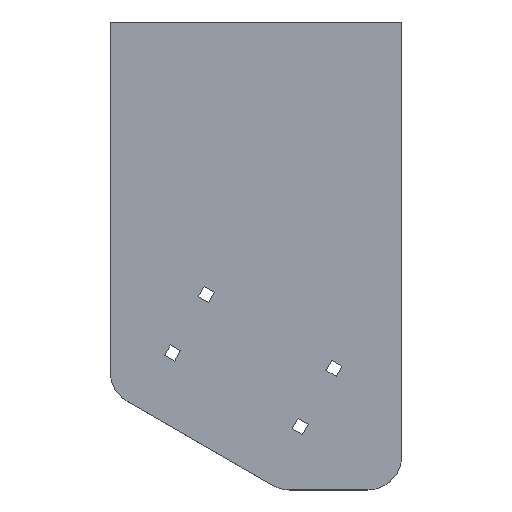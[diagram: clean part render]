
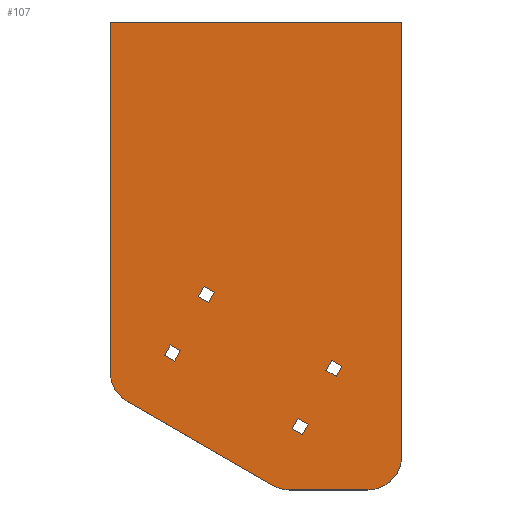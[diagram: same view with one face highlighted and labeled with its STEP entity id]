
A CAD part, top view. The second image highlights one B-rep face of the part: STEP entity #107.
In plain terms, the highlighted planar face has unit normal (0, 0, 1).
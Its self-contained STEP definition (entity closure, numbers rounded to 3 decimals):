
#21 = EDGE_CURVE('',#22,#24,#26,.T.);
#22 = VERTEX_POINT('',#23);
#23 = CARTESIAN_POINT('',(41.,0.,0.));
#24 = VERTEX_POINT('',#25);
#25 = CARTESIAN_POINT('',(41.,-128.,0.));
#26 = LINE('',#27,#28);
#27 = CARTESIAN_POINT('',(41.,0.,0.));
#28 = VECTOR('',#29,1.);
#29 = DIRECTION('',(0.,-1.,0.));
#107 = ADVANCED_FACE('',(#108,#168,#202,#236,#270),#304,.T.);
#108 = FACE_BOUND('',#109,.T.);
#109 = EDGE_LOOP('',(#110,#120,#129,#137,#146,#154,#161,#162));
#110 = ORIENTED_EDGE('',*,*,#111,.F.);
#111 = EDGE_CURVE('',#112,#114,#116,.T.);
#112 = VERTEX_POINT('',#113);
#113 = CARTESIAN_POINT('',(-45.,-103.226,0.));
#114 = VERTEX_POINT('',#115);
#115 = CARTESIAN_POINT('',(-45.,0.,0.));
#116 = LINE('',#117,#118);
#117 = CARTESIAN_POINT('',(-45.,-109.,0.));
#118 = VECTOR('',#119,1.);
#119 = DIRECTION('',(0.,1.,0.));
#120 = ORIENTED_EDGE('',*,*,#121,.T.);
#121 = EDGE_CURVE('',#112,#122,#124,.T.);
#122 = VERTEX_POINT('',#123);
#123 = CARTESIAN_POINT('',(-40.,-111.887,0.));
#124 = CIRCLE('',#125,10.);
#125 = AXIS2_PLACEMENT_3D('',#126,#127,#128);
#126 = CARTESIAN_POINT('',(-35.,-103.226,0.));
#127 = DIRECTION('',(0.,-0.,1.));
#128 = DIRECTION('',(0.,1.,0.));
#129 = ORIENTED_EDGE('',*,*,#130,.T.);
#130 = EDGE_CURVE('',#122,#131,#133,.T.);
#131 = VERTEX_POINT('',#132);
#132 = CARTESIAN_POINT('',(2.909,-136.66,0.));
#133 = LINE('',#134,#135);
#134 = CARTESIAN_POINT('',(-45.,-109.,0.));
#135 = VECTOR('',#136,1.);
#136 = DIRECTION('',(0.866,-0.5,0.));
#137 = ORIENTED_EDGE('',*,*,#138,.F.);
#138 = EDGE_CURVE('',#139,#131,#141,.T.);
#139 = VERTEX_POINT('',#140);
#140 = CARTESIAN_POINT('',(7.909,-138.,0.));
#141 = CIRCLE('',#142,10.);
#142 = AXIS2_PLACEMENT_3D('',#143,#144,#145);
#143 = CARTESIAN_POINT('',(7.909,-128.,0.));
#144 = DIRECTION('',(0.,0.,-1.));
#145 = DIRECTION('',(0.,1.,0.));
#146 = ORIENTED_EDGE('',*,*,#147,.F.);
#147 = EDGE_CURVE('',#148,#139,#150,.T.);
#148 = VERTEX_POINT('',#149);
#149 = CARTESIAN_POINT('',(31.,-138.,0.));
#150 = LINE('',#151,#152);
#151 = CARTESIAN_POINT('',(41.,-138.,0.));
#152 = VECTOR('',#153,1.);
#153 = DIRECTION('',(-1.,0.,0.));
#154 = ORIENTED_EDGE('',*,*,#155,.F.);
#155 = EDGE_CURVE('',#24,#148,#156,.T.);
#156 = CIRCLE('',#157,10.);
#157 = AXIS2_PLACEMENT_3D('',#158,#159,#160);
#158 = CARTESIAN_POINT('',(31.,-128.,0.));
#159 = DIRECTION('',(0.,0.,-1.));
#160 = DIRECTION('',(0.,1.,0.));
#161 = ORIENTED_EDGE('',*,*,#21,.F.);
#162 = ORIENTED_EDGE('',*,*,#163,.F.);
#163 = EDGE_CURVE('',#114,#22,#164,.T.);
#164 = LINE('',#165,#166);
#165 = CARTESIAN_POINT('',(-45.,0.,0.));
#166 = VECTOR('',#167,1.);
#167 = DIRECTION('',(1.,0.,0.));
#168 = FACE_BOUND('',#169,.T.);
#169 = EDGE_LOOP('',(#170,#180,#188,#196));
#170 = ORIENTED_EDGE('',*,*,#171,.F.);
#171 = EDGE_CURVE('',#172,#174,#176,.T.);
#172 = VERTEX_POINT('',#173);
#173 = CARTESIAN_POINT('',(10.395,-116.982,0.));
#174 = VERTEX_POINT('',#175);
#175 = CARTESIAN_POINT('',(8.662,-119.982,0.));
#176 = LINE('',#177,#178);
#177 = CARTESIAN_POINT('',(10.395,-116.982,0.));
#178 = VECTOR('',#179,1.);
#179 = DIRECTION('',(-0.5,-0.866,0.));
#180 = ORIENTED_EDGE('',*,*,#181,.T.);
#181 = EDGE_CURVE('',#172,#182,#184,.T.);
#182 = VERTEX_POINT('',#183);
#183 = CARTESIAN_POINT('',(13.395,-118.714,0.));
#184 = LINE('',#185,#186);
#185 = CARTESIAN_POINT('',(10.395,-116.982,0.));
#186 = VECTOR('',#187,1.);
#187 = DIRECTION('',(0.866,-0.5,0.));
#188 = ORIENTED_EDGE('',*,*,#189,.F.);
#189 = EDGE_CURVE('',#190,#182,#192,.T.);
#190 = VERTEX_POINT('',#191);
#191 = CARTESIAN_POINT('',(11.662,-121.714,0.));
#192 = LINE('',#193,#194);
#193 = CARTESIAN_POINT('',(11.662,-121.714,0.));
#194 = VECTOR('',#195,1.);
#195 = DIRECTION('',(0.5,0.866,0.));
#196 = ORIENTED_EDGE('',*,*,#197,.F.);
#197 = EDGE_CURVE('',#174,#190,#198,.T.);
#198 = LINE('',#199,#200);
#199 = CARTESIAN_POINT('',(8.662,-119.982,0.));
#200 = VECTOR('',#201,1.);
#201 = DIRECTION('',(0.866,-0.5,0.));
#202 = FACE_BOUND('',#203,.T.);
#203 = EDGE_LOOP('',(#204,#214,#222,#230));
#204 = ORIENTED_EDGE('',*,*,#205,.F.);
#205 = EDGE_CURVE('',#206,#208,#210,.T.);
#206 = VERTEX_POINT('',#207);
#207 = CARTESIAN_POINT('',(18.622,-102.732,0.));
#208 = VERTEX_POINT('',#209);
#209 = CARTESIAN_POINT('',(21.622,-104.464,0.));
#210 = LINE('',#211,#212);
#211 = CARTESIAN_POINT('',(18.622,-102.732,0.));
#212 = VECTOR('',#213,1.);
#213 = DIRECTION('',(0.866,-0.5,0.));
#214 = ORIENTED_EDGE('',*,*,#215,.T.);
#215 = EDGE_CURVE('',#206,#216,#218,.T.);
#216 = VERTEX_POINT('',#217);
#217 = CARTESIAN_POINT('',(20.354,-99.732,0.));
#218 = LINE('',#219,#220);
#219 = CARTESIAN_POINT('',(18.622,-102.732,0.));
#220 = VECTOR('',#221,1.);
#221 = DIRECTION('',(0.5,0.866,0.));
#222 = ORIENTED_EDGE('',*,*,#223,.T.);
#223 = EDGE_CURVE('',#216,#224,#226,.T.);
#224 = VERTEX_POINT('',#225);
#225 = CARTESIAN_POINT('',(23.354,-101.464,0.));
#226 = LINE('',#227,#228);
#227 = CARTESIAN_POINT('',(20.354,-99.732,0.));
#228 = VECTOR('',#229,1.);
#229 = DIRECTION('',(0.866,-0.5,0.));
#230 = ORIENTED_EDGE('',*,*,#231,.T.);
#231 = EDGE_CURVE('',#224,#208,#232,.T.);
#232 = LINE('',#233,#234);
#233 = CARTESIAN_POINT('',(23.354,-101.464,0.));
#234 = VECTOR('',#235,1.);
#235 = DIRECTION('',(-0.5,-0.866,0.));
#236 = FACE_BOUND('',#237,.T.);
#237 = EDGE_LOOP('',(#238,#248,#256,#264));
#238 = ORIENTED_EDGE('',*,*,#239,.F.);
#239 = EDGE_CURVE('',#240,#242,#244,.T.);
#240 = VERTEX_POINT('',#241);
#241 = CARTESIAN_POINT('',(-27.246,-95.25,0.));
#242 = VERTEX_POINT('',#243);
#243 = CARTESIAN_POINT('',(-28.979,-98.25,0.));
#244 = LINE('',#245,#246);
#245 = CARTESIAN_POINT('',(-27.246,-95.25,0.));
#246 = VECTOR('',#247,1.);
#247 = DIRECTION('',(-0.5,-0.866,0.));
#248 = ORIENTED_EDGE('',*,*,#249,.T.);
#249 = EDGE_CURVE('',#240,#250,#252,.T.);
#250 = VERTEX_POINT('',#251);
#251 = CARTESIAN_POINT('',(-24.246,-96.982,0.));
#252 = LINE('',#253,#254);
#253 = CARTESIAN_POINT('',(-27.246,-95.25,0.));
#254 = VECTOR('',#255,1.);
#255 = DIRECTION('',(0.866,-0.5,0.));
#256 = ORIENTED_EDGE('',*,*,#257,.F.);
#257 = EDGE_CURVE('',#258,#250,#260,.T.);
#258 = VERTEX_POINT('',#259);
#259 = CARTESIAN_POINT('',(-25.979,-99.982,0.));
#260 = LINE('',#261,#262);
#261 = CARTESIAN_POINT('',(-25.979,-99.982,0.));
#262 = VECTOR('',#263,1.);
#263 = DIRECTION('',(0.5,0.866,0.));
#264 = ORIENTED_EDGE('',*,*,#265,.F.);
#265 = EDGE_CURVE('',#242,#258,#266,.T.);
#266 = LINE('',#267,#268);
#267 = CARTESIAN_POINT('',(-28.979,-98.25,0.));
#268 = VECTOR('',#269,1.);
#269 = DIRECTION('',(0.866,-0.5,0.));
#270 = FACE_BOUND('',#271,.T.);
#271 = EDGE_LOOP('',(#272,#282,#290,#298));
#272 = ORIENTED_EDGE('',*,*,#273,.F.);
#273 = EDGE_CURVE('',#274,#276,#278,.T.);
#274 = VERTEX_POINT('',#275);
#275 = CARTESIAN_POINT('',(-19.019,-81.,0.));
#276 = VERTEX_POINT('',#277);
#277 = CARTESIAN_POINT('',(-16.019,-82.732,0.));
#278 = LINE('',#279,#280);
#279 = CARTESIAN_POINT('',(-19.019,-81.,0.));
#280 = VECTOR('',#281,1.);
#281 = DIRECTION('',(0.866,-0.5,0.));
#282 = ORIENTED_EDGE('',*,*,#283,.T.);
#283 = EDGE_CURVE('',#274,#284,#286,.T.);
#284 = VERTEX_POINT('',#285);
#285 = CARTESIAN_POINT('',(-17.287,-78.,0.));
#286 = LINE('',#287,#288);
#287 = CARTESIAN_POINT('',(-19.019,-81.,0.));
#288 = VECTOR('',#289,1.);
#289 = DIRECTION('',(0.5,0.866,0.));
#290 = ORIENTED_EDGE('',*,*,#291,.T.);
#291 = EDGE_CURVE('',#284,#292,#294,.T.);
#292 = VERTEX_POINT('',#293);
#293 = CARTESIAN_POINT('',(-14.287,-79.732,0.));
#294 = LINE('',#295,#296);
#295 = CARTESIAN_POINT('',(-17.287,-78.,0.));
#296 = VECTOR('',#297,1.);
#297 = DIRECTION('',(0.866,-0.5,0.));
#298 = ORIENTED_EDGE('',*,*,#299,.T.);
#299 = EDGE_CURVE('',#292,#276,#300,.T.);
#300 = LINE('',#301,#302);
#301 = CARTESIAN_POINT('',(-14.287,-79.732,0.));
#302 = VECTOR('',#303,1.);
#303 = DIRECTION('',(-0.5,-0.866,0.));
#304 = PLANE('',#305);
#305 = AXIS2_PLACEMENT_3D('',#306,#307,#308);
#306 = CARTESIAN_POINT('',(0.596,-64.582,0.));
#307 = DIRECTION('',(0.,0.,1.));
#308 = DIRECTION('',(1.,0.,0.));
